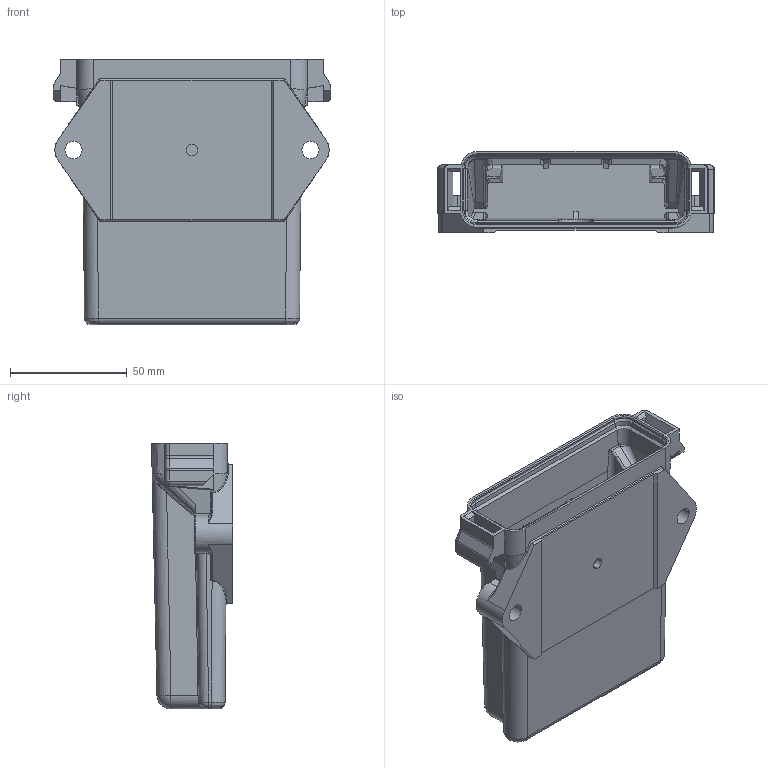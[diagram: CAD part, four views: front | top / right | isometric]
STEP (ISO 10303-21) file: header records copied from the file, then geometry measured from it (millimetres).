
FILE_DESCRIPTION((''),'2;1');
FILE_NAME('C-EEC-325X4A','2012-12-11T',('workeradm'),('Tyco Electronics Ltd.'),'PRO/ENGINEER BY PARAMETRIC TECHNOLOGY CORPORATION, 2010430','PRO/ENGINEER BY PARAMETRIC TECHNOLOGY CORPORATION, 2010430','');
FILE_SCHEMA(('AUTOMOTIVE_DESIGN { 1 0 10303 214 1 1 1 1 }'));
Length unit declared in the file: millimetre
Products named in the file (1): C-EEC-325X4A
Bounding box: 118.8 x 34.74 x 114 mm (x, y, z)
Volume: 108460.5 mm3; surface area: 61939.9 mm2
Topology: 1 solids, 1 shells, 372 faces, 939 edges, 568 vertices
Faces by surface type: plane 137, cylinder 127, bspline 78, torus 14, sphere 8, cone 8
Entity records: 18844 total; most frequent: CARTESIAN_POINT 7518, ORIENTED_EDGE 1878, DIRECTION 1457, PRESENTATION_STYLE_ASSIGNMENT 940, STYLED_ITEM 940, CURVE_STYLE 939, EDGE_CURVE 939, VERTEX_POINT 568
